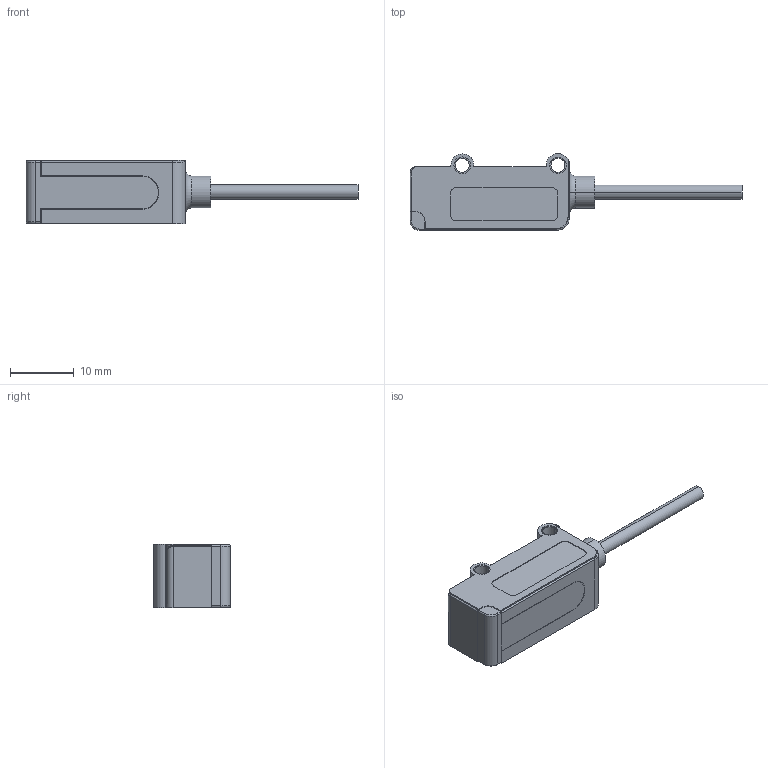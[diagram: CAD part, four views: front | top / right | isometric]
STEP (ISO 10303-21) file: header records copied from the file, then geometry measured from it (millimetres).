
FILE_DESCRIPTION((''),'2;1');
FILE_NAME('PRT0001','2022-02-22T',('EDY'),(''),'CREO PARAMETRIC BY PTC INC, 2018070','CREO PARAMETRIC BY PTC INC, 2018070','');
FILE_SCHEMA(('CONFIG_CONTROL_DESIGN'));
Length unit declared in the file: millimetre
Products named in the file (1): PRT0001
Bounding box: 52.05 x 12.05 x 10 mm (x, y, z)
Volume: 2526.1 mm3; surface area: 1968.1 mm2
Topology: 2 solids, 2 shells, 109 faces, 279 edges, 180 vertices
Faces by surface type: plane 52, cylinder 49, torus 7, bspline 1
Entity records: 4836 total; most frequent: CARTESIAN_POINT 729, DIRECTION 595, ORIENTED_EDGE 556, EDGE_CURVE 278, FILL_AREA_STYLE_COLOUR 218, FILL_AREA_STYLE 218, SURFACE_STYLE_FILL_AREA 218, SURFACE_SIDE_STYLE 218
